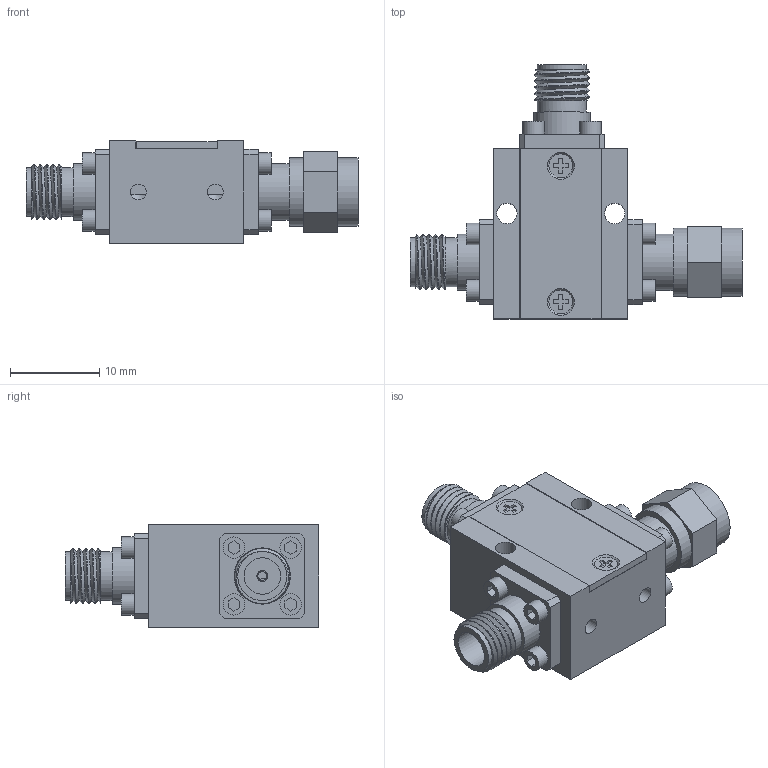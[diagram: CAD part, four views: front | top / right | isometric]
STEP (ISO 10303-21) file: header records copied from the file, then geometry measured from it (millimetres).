
FILE_DESCRIPTION(/* description */ (''),/* implementation_level */ '2;1');
FILE_NAME(/* name */ 'Bias_Tee_SolidModel_Step.step',/* time_stamp */ '2022-10-20T13:36:20-07:00',/* author */ (''),/* organization */ (''),/* preprocessor_version */ 'ST-DEVELOPER v19',/* originating_system */ 'Autodesk Translation Framework v11.7.0.108',/* authorisation */ '');
FILE_SCHEMA (('AUTOMOTIVE_DESIGN { 1 0 10303 214 3 1 1 }'));
Length unit declared in the file: inch
Products named in the file (1): Bias_Tee_SolidModel_Sat
Bounding box: 37.19 x 28.45 x 11.43 mm (x, y, z)
Volume: 4060 mm3; surface area: 4203.9 mm2
Topology: 19 solids, 19 shells, 326 faces, 724 edges, 477 vertices
Faces by surface type: plane 229, cylinder 78, cone 15, bspline 4
Full cylindrical faces by diameter (mm): 0.991 x4, 1.227 x2, 1.245 x13, 1.626 x2, 1.702 x12, 1.783 x2, 1.943 x1, 2.286 x2, 2.413 x12, 4.089 x4, 4.572 x2, 5.489 x4, 6.187 x8, 6.299 x2, 6.325 x2, 7.62 x2
Entity records: 10584 total; most frequent: CARTESIAN_POINT 3181, DIRECTION 1483, ORIENTED_EDGE 1434, EDGE_CURVE 717, LINE 521, VECTOR 521, AXIS2_PLACEMENT_3D 481, VERTEX_POINT 477
